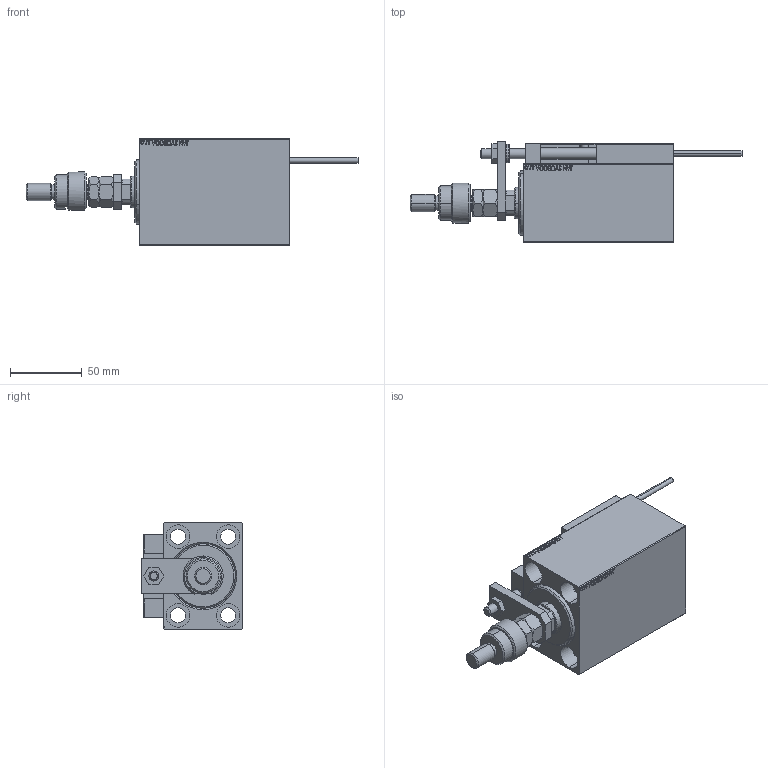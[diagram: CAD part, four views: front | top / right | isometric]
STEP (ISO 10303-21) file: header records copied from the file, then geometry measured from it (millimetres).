
FILE_DESCRIPTION (( 'STEP AP203' ), '1' );
FILE_NAME ('af2a.STEP', '2024-02-13T03:55:05', ( '' ), ( '' ), 'SwSTEP 2.0', 'SolidWorks 2019', '' );
FILE_SCHEMA (( 'CONFIG_CONTROL_DESIGN' ));
Length unit declared in the file: millimetre
Products named in the file (18): V450CM_VC_B 1348595665218ec9396a257eb8a8f667; X_Y_DFA 1348595665218ec9396a257eb8a8f667; MFA 1348595665218ec9396a257eb8a8f667; V450CM_C_VCP 1348595665218ec9396a257eb8a8f667; af2a; SWITCH_X_FRONT_BACK 1348595665218ec9396a257eb8a8f667; FEMALE_PART_FOR_DFA 1348595665218ec9396a257eb8a8f667; Block 1348595665218ec9396a257eb8a8f667; SWITCH DIM B,W 1348595665218ec9396a257eb8a8f667; SWITCH X 1348595665218ec9396a257eb8a8f667; NUT_D12 1348595665218ec9396a257eb8a8f667; ALLEN BOLT D5 1348595665218ec9396a257eb8a8f667; V450CM_C_Body 1348595665218ec9396a257eb8a8f667; ZARAZKA 1348595665218ec9396a257eb8a8f667; KONCOVKA 1348595665218ec9396a257eb8a8f667; TYC_L79 1348595665218ec9396a257eb8a8f667; ALLEN BOLT D8 1348595665218ec9396a257eb8a8f667; MAGNET 1348595665218ec9396a257eb8a8f667
Assembly tree (27 placements, depth 3):
  af2a
    V450CM_C_Body 1348595665218ec9396a257eb8a8f667
    SWITCH X 1348595665218ec9396a257eb8a8f667
      SWITCH_X_FRONT_BACK 1348595665218ec9396a257eb8a8f667  x2
      TYC_L79 1348595665218ec9396a257eb8a8f667
      Block 1348595665218ec9396a257eb8a8f667  x2
      ALLEN BOLT D5 1348595665218ec9396a257eb8a8f667  x4
      ALLEN BOLT D8 1348595665218ec9396a257eb8a8f667  x4
      MAGNET 1348595665218ec9396a257eb8a8f667  x2
      KONCOVKA 1348595665218ec9396a257eb8a8f667  x2
    NUT_D12 1348595665218ec9396a257eb8a8f667
    SWITCH DIM B,W 1348595665218ec9396a257eb8a8f667
    ZARAZKA 1348595665218ec9396a257eb8a8f667
    V450CM_C_VCP 1348595665218ec9396a257eb8a8f667
    V450CM_VC_B 1348595665218ec9396a257eb8a8f667
    X_Y_DFA 1348595665218ec9396a257eb8a8f667
      FEMALE_PART_FOR_DFA 1348595665218ec9396a257eb8a8f667
      MFA 1348595665218ec9396a257eb8a8f667
Bounding box: 232 x 70.5 x 75 mm (x, y, z)
Volume: 435519.7 mm3; surface area: 108553.2 mm2
Topology: 25 solids, 25 shells, 1357 faces, 3226 edges, 2051 vertices
Faces by surface type: plane 586, bspline 380, cylinder 193, cone 146, torus 48, sphere 4
Entity records: 52688 total; most frequent: CARTESIAN_POINT 26573, ORIENTED_EDGE 5472, DIRECTION 3782, EDGE_CURVE 2736, VERTEX_POINT 1775, LINE 1534, VECTOR 1534, EDGE_LOOP 1267
